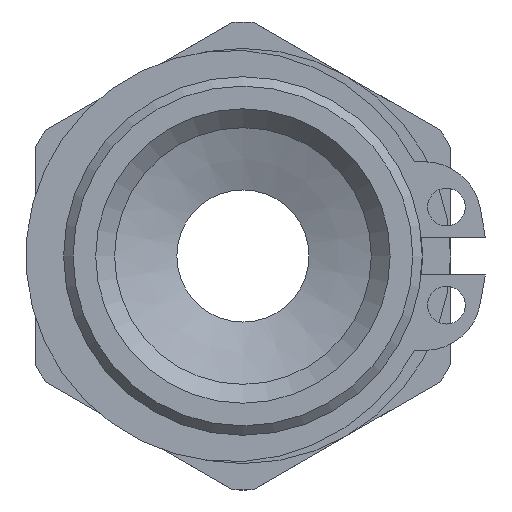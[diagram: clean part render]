
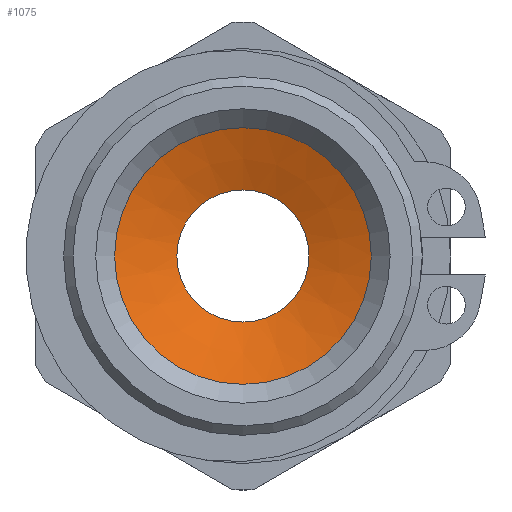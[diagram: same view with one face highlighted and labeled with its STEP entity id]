
A CAD part, left-side view. The second image highlights one B-rep face of the part: STEP entity #1075.
In plain terms, the highlighted conical face has half-angle 70 degrees and reference radius 3.4 mm.
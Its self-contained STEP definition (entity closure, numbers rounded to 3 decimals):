
#158=FACE_OUTER_BOUND('',#224,.T.);
#224=EDGE_LOOP('',(#757,#758,#759,#760));
#302=LINE('',#1660,#368);
#368=VECTOR('',#1311,3.4);
#434=CIRCLE('',#1165,6.8);
#435=CIRCLE('',#1166,3.5);
#509=VERTEX_POINT('',#1657);
#510=VERTEX_POINT('',#1659);
#604=EDGE_CURVE('',#509,#509,#434,.T.);
#605=EDGE_CURVE('',#509,#510,#302,.T.);
#606=EDGE_CURVE('',#510,#510,#435,.T.);
#757=ORIENTED_EDGE('',*,*,#604,.T.);
#758=ORIENTED_EDGE('',*,*,#605,.T.);
#759=ORIENTED_EDGE('',*,*,#606,.F.);
#760=ORIENTED_EDGE('',*,*,#605,.F.);
#1063=CONICAL_SURFACE('',#1164,3.4,1.222);
#1075=ADVANCED_FACE('',(#158),#1063,.F.);
#1164=AXIS2_PLACEMENT_3D('',#1656,#1307,#1308);
#1165=AXIS2_PLACEMENT_3D('',#1658,#1309,#1310);
#1166=AXIS2_PLACEMENT_3D('',#1661,#1312,#1313);
#1307=DIRECTION('center_axis',(-1.,0.,0.));
#1308=DIRECTION('ref_axis',(0.,0.,1.));
#1309=DIRECTION('center_axis',(-1.,0.,0.));
#1310=DIRECTION('ref_axis',(0.,0.,1.));
#1311=DIRECTION('',(0.342,0.,0.94));
#1312=DIRECTION('center_axis',(-1.,0.,0.));
#1313=DIRECTION('ref_axis',(0.,0.,
1.));
#1656=CARTESIAN_POINT('Origin',(38.437,0.,0.));
#1657=CARTESIAN_POINT('',(37.2,0.,-6.8));
#1658=CARTESIAN_POINT('Origin',(37.2,0.,0.));
#1659=CARTESIAN_POINT('',(38.401,0.,-3.5));
#1660=CARTESIAN_POINT('',(38.437,0.,-3.4));
#1661=CARTESIAN_POINT('Origin',(38.401,0.,
0.));
